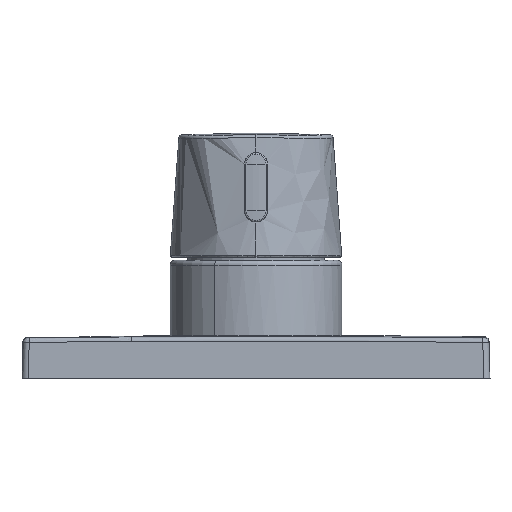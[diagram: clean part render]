
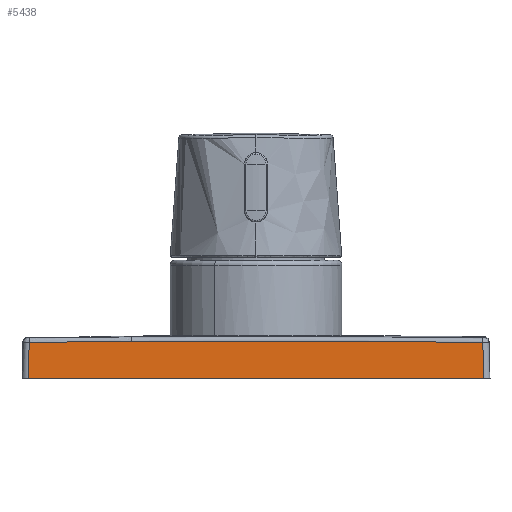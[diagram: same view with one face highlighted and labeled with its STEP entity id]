
A CAD part, front view. The second image highlights one B-rep face of the part: STEP entity #5438.
In plain terms, the highlighted planar face has unit normal (0, -1, 0.026).
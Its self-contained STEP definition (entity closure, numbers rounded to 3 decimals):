
#368 = EDGE_CURVE ( 'NONE', #2046, #1881, #5358, .T. ) ;
#397 = CIRCLE ( 'NONE', #2259, 6394.014 ) ;
#672 = LINE ( 'NONE', #2360, #1832 ) ;
#722 = DIRECTION ( 'NONE',  ( 0.026, 0.026, 0.999 ) ) ;
#734 = AXIS2_PLACEMENT_3D ( 'NONE', #2559, #1397, #1394 ) ;
#907 = VERTEX_POINT ( 'NONE', #2169 ) ;
#970 = CARTESIAN_POINT ( 'NONE',  ( 127.713, 129.99, 336.919 ) ) ;
#1043 = AXIS2_PLACEMENT_3D ( 'NONE', #5148, #2085, #3440 ) ;
#1071 = CARTESIAN_POINT ( 'NONE',  ( 240.536, 129.836, 331.034 ) ) ;
#1151 = CARTESIAN_POINT ( 'NONE',  ( 240.696, 129.676, 324.923 ) ) ;
#1394 = DIRECTION ( 'NONE',  ( -0.011, 0.026, 1. ) ) ;
#1397 = DIRECTION ( 'NONE',  ( 0., 1., -0.026 ) ) ;
#1640 = LINE ( 'NONE', #2055, #2916 ) ;
#1700 = DIRECTION ( 'NONE',  ( 0., 1., -0.026 ) ) ;
#1832 = VECTOR ( 'NONE', #3017, 1000. ) ;
#1881 = VERTEX_POINT ( 'NONE', #970 ) ;
#1893 = VERTEX_POINT ( 'NONE', #4467 ) ;
#2018 = VERTEX_POINT ( 'NONE', #1151 ) ;
#2046 = VERTEX_POINT ( 'NONE', #3837 ) ;
#2052 = VECTOR ( 'NONE', #4077, 1000. ) ;
#2055 = CARTESIAN_POINT ( 'NONE',  ( 94.854, 129.836, 331.034 ) ) ;
#2085 = DIRECTION ( 'NONE',  ( 0., -1., 0.026 ) ) ;
#2169 = CARTESIAN_POINT ( 'NONE',  ( 240.389, 129.982, 336.631 ) ) ;
#2229 = EDGE_CURVE ( 'NONE', #1893, #2046, #1640, .T. ) ;
#2259 = AXIS2_PLACEMENT_3D ( 'NONE', #3403, #1700, #2833 ) ;
#2360 = CARTESIAN_POINT ( 'NONE',  ( 167.695, 129.676, 324.923 ) ) ;
#2559 = CARTESIAN_POINT ( 'NONE',  ( 167.695, -37.382, -6054.741 ) ) ;
#2833 = DIRECTION ( 'NONE',  ( -0.006, 0.026, 1. ) ) ;
#2884 = EDGE_CURVE ( 'NONE', #1881, #907, #397, .T. ) ;
#2916 = VECTOR ( 'NONE', #722, 1000. ) ;
#2931 = ORIENTED_EDGE ( 'NONE', *, *, #2884, .F. ) ;
#2936 = EDGE_CURVE ( 'NONE', #1893, #2018, #672, .T. ) ;
#2955 = ORIENTED_EDGE ( 'NONE', *, *, #2936, .T. ) ;
#3017 = DIRECTION ( 'NONE',  ( 1., 0., 0. ) ) ;
#3333 = LINE ( 'NONE', #1071, #2052 ) ;
#3403 = CARTESIAN_POINT ( 'NONE',  ( 167.695, -37.383, -6054.779 ) ) ;
#3440 = DIRECTION ( 'NONE',  ( -1., 0., 0. ) ) ;
#3542 = ORIENTED_EDGE ( 'NONE', *, *, #2229, .F. ) ;
#3622 = EDGE_LOOP ( 'NONE', ( #3542, #2955, #5320, #2931, #4249 ) ) ;
#3653 = PLANE ( 'NONE',  #1043 ) ;
#3837 = CARTESIAN_POINT ( 'NONE',  ( 95.001, 129.982, 336.631 ) ) ;
#4072 = FACE_OUTER_BOUND ( 'NONE', #3622, .T. ) ;
#4077 = DIRECTION ( 'NONE',  ( 0.026, -0.026, -0.999 ) ) ;
#4249 = ORIENTED_EDGE ( 'NONE', *, *, #368, .F. ) ;
#4421 = EDGE_CURVE ( 'NONE', #907, #2018, #3333, .T. ) ;
#4467 = CARTESIAN_POINT ( 'NONE',  ( 94.694, 129.676, 324.923 ) ) ;
#5148 = CARTESIAN_POINT ( 'NONE',  ( 167.695, 129.676, 324.923 ) ) ;
#5320 = ORIENTED_EDGE ( 'NONE', *, *, #4421, .F. ) ;
#5358 = CIRCLE ( 'NONE', #734, 6393.977 ) ;
#5438 = ADVANCED_FACE ( 'NONE', ( #4072 ), #3653, .T. ) ;
